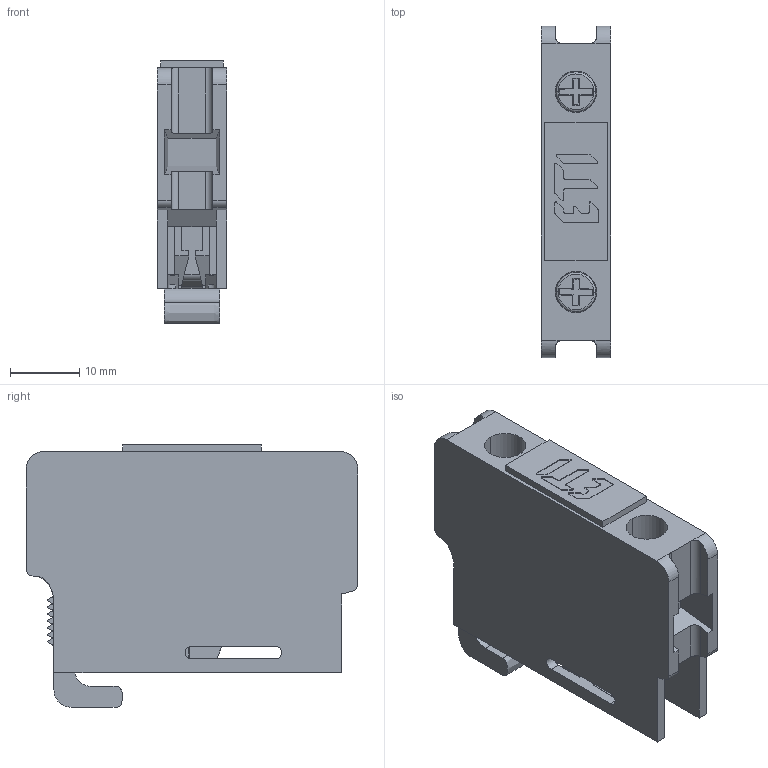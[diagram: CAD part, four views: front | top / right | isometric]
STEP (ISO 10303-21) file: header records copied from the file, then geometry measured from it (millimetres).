
FILE_DESCRIPTION((''),'2;1');
FILE_NAME('17CES_BCF_01_ASM','2021-06-08T',('marketing.praksa'),('Audax d.o.o.'),'CREO PARAMETRIC BY PTC INC, 2017480','CREO PARAMETRIC BY PTC INC, 2017480','');
FILE_SCHEMA(('AUTOMOTIVE_DESIGN { 1 0 10303 214 1 1 1 1 }'));
Length unit declared in the file: millimetre
Products named in the file (5): PRT9578; PRT9580; PRT9582; PRT0028; 17CES_BCF_01_ASM
Assembly tree (5 placements, depth 2):
  17CES_BCF_01_ASM
    PRT9578  x2
    PRT9580
    PRT9582
    PRT0028
Bounding box: 10 x 48 x 38 mm (x, y, z)
Volume: 12016.1 mm3; surface area: 7651.8 mm2
Topology: 7 solids, 7 shells, 327 faces, 886 edges, 584 vertices
Faces by surface type: plane 221, cylinder 92, extrusion 6, torus 4, cone 4
Entity records: 14638 total; most frequent: CARTESIAN_POINT 1933, ORIENTED_EDGE 1660, DIRECTION 1582, PRESENTATION_STYLE_ASSIGNMENT 1121, STYLED_ITEM 1121, CURVE_STYLE 836, EDGE_CURVE 830, VECTOR 636
